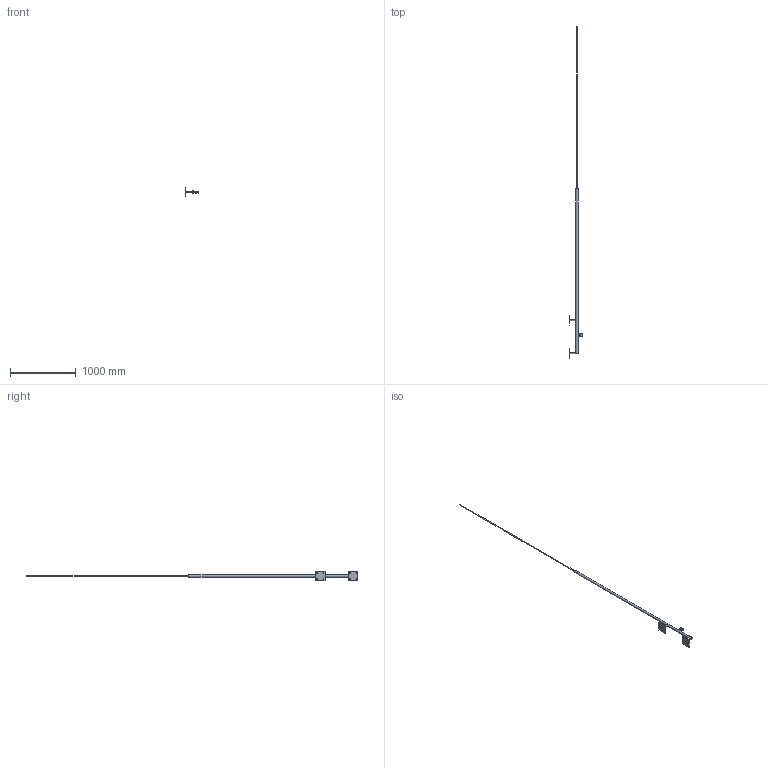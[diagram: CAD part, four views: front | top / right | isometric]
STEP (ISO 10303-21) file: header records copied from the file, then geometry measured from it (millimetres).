
FILE_DESCRIPTION(/* description */ (''),/* implementation_level */ '2;1');
FILE_NAME(/* name */ '501100 MKSR H5.stp',/* time_stamp */ '2023-05-18T14:30:09+03:00',/* author */ ('man37'),/* organization */ (''),/* preprocessor_version */ 'ST-DEVELOPER v19.2',/* originating_system */ 'Autodesk Inventor 2023',/* authorisation */ '');
FILE_SCHEMA (('AUTOMOTIVE_DESIGN { 1 0 10303 214 3 1 1 }'));
Length unit declared in the file: millimetre
Products named in the file (13): 501080 MKSR H3; DIN 934 - M12; Держатель мачтовый; Пластина для 
полосы 30мм; Пластина под пруток 
51-51 с круглыми отверстиями; DIN 933 - M6  x 20; DIN 934 - M6; 501100.06 Наконечник 
D10; 501110.03 Шпиль низ 
48x3.5 L3000; 501080.05 Пятка 142Х1
42х3; 501110.04 К пятке 48мм; 501110.05 ред шпиль 
m12 L200; 501110.06 верх шпиль 
m10 L1000
Assembly tree (20 placements, depth 3):
  501080 MKSR H3
    DIN 934 - M12
    Держатель мачтовый
      Пластина для 
полосы 30мм
      Пластина под пруток 
51-51 с круглыми отверстиями
      DIN 933 - M6  x 20  x4
      DIN 934 - M6  x4
    501100.06 Наконечник 
D10
    501110.03 Шпиль низ 
48x3.5 L3000
    501080.05 Пятка 142Х1
42х3  x2
    501110.04 К пятке 48мм  x2
    501110.05 ред шпиль 
m12 L200
    501110.06 верх шпиль 
m10 L1000
Bounding box: 211.5 x 5033 x 142 mm (x, y, z)
Volume: 1124196.2 mm3; surface area: 694721.2 mm2
Topology: 20 solids, 20 shells, 229 faces, 480 edges, 299 vertices
Faces by surface type: plane 128, cone 53, cylinder 48
Full cylindrical faces by diameter (mm): 4.917 x4, 5.459 x4, 6 x12, 8.7 x4, 10 x2, 10.106 x1, 11 x8, 12 x2, 16 x2, 27 x1, 27.9 x1, 33.5 x1
Entity records: 3552 total; most frequent: CARTESIAN_POINT 598, DIRECTION 572, ORIENTED_EDGE 466, EDGE_CURVE 233, AXIS2_PLACEMENT_3D 228, EDGE_LOOP 149, VERTEX_POINT 146, LINE 116
